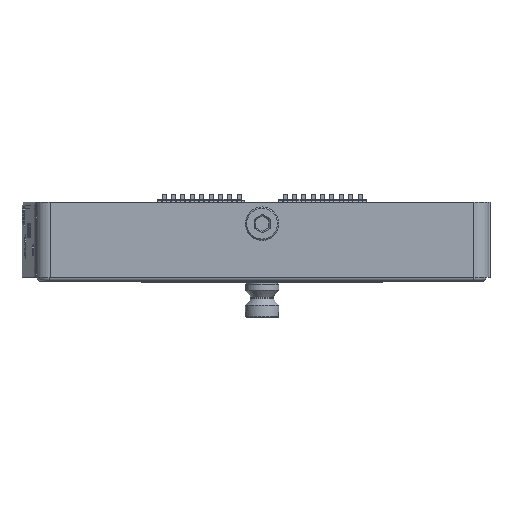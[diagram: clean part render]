
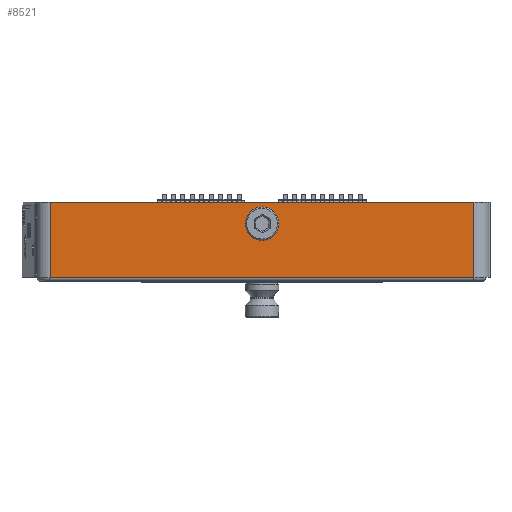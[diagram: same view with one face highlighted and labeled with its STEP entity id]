
A CAD part, left-side view. The second image highlights one B-rep face of the part: STEP entity #8521.
In plain terms, the highlighted planar face has unit normal (-1, 0, 0).
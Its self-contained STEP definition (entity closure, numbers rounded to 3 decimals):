
#2050 = ORIENTED_EDGE ( 'NONE', *, *, #24748, .T. ) ;
#3313 = EDGE_CURVE ( 'NONE', #42354, #18605, #33441, .T. ) ;
#7688 = CARTESIAN_POINT ( 'NONE',  ( -86., 44., 1.75 ) ) ;
#8521 = ADVANCED_FACE ( 'NONE', ( #23827, #14641 ), #38126, .T. ) ;
#8629 = EDGE_CURVE ( 'NONE', #39835, #39835, #33890, .T. ) ;
#8876 = CARTESIAN_POINT ( 'NONE',  ( -86., 4.5, 5.75 ) ) ;
#10916 = LINE ( 'NONE', #20626, #38869 ) ;
#11194 = DIRECTION ( 'NONE',  ( 0., 0., 1. ) ) ;
#11204 = DIRECTION ( 'NONE',  ( 0., 1., 0. ) ) ;
#11569 = VECTOR ( 'NONE', #29247, 1000. ) ;
#12101 = ORIENTED_EDGE ( 'NONE', *, *, #30143, .T. ) ;
#12610 = AXIS2_PLACEMENT_3D ( 'NONE', #7688, #32076, #11204 ) ;
#14271 = EDGE_CURVE ( 'NONE', #18605, #19705, #44383, .T. ) ;
#14641 = FACE_OUTER_BOUND ( 'NONE', #15049, .T. ) ;
#14828 = ORIENTED_EDGE ( 'NONE', *, *, #8629, .T. ) ;
#15049 = EDGE_LOOP ( 'NONE', ( #12101, #20891, #21156, #2050 ) ) ;
#17531 = CARTESIAN_POINT ( 'NONE',  ( -86., 4.5, -8.25 ) ) ;
#18605 = VERTEX_POINT ( 'NONE', #32002 ) ;
#18842 = LINE ( 'NONE', #36002, #11569 ) ;
#19705 = VERTEX_POINT ( 'NONE', #8876 ) ;
#20626 = CARTESIAN_POINT ( 'NONE',  ( -86., 4.5, -8.25 ) ) ;
#20891 = ORIENTED_EDGE ( 'NONE', *, *, #14271, .F. ) ;
#21025 = DIRECTION ( 'NONE',  ( 0., 0., 1. ) ) ;
#21156 = ORIENTED_EDGE ( 'NONE', *, *, #3313, .F. ) ;
#22186 = CARTESIAN_POINT ( 'NONE',  ( -86., 83.5, -8.25 ) ) ;
#22939 = CARTESIAN_POINT ( 'NONE',  ( -86., 4.5, -8.25 ) ) ;
#23827 = FACE_BOUND ( 'NONE', #42569, .T. ) ;
#24748 = EDGE_CURVE ( 'NONE', #42354, #34986, #18842, .T. ) ;
#25498 = VECTOR ( 'NONE', #38852, 1000. ) ;
#29247 = DIRECTION ( 'NONE',  ( 0., -1., 0. ) ) ;
#30143 = EDGE_CURVE ( 'NONE', #34986, #19705, #10916, .T. ) ;
#31068 = CARTESIAN_POINT ( 'NONE',  ( -86., 47.125, 1.75 ) ) ;
#32002 = CARTESIAN_POINT ( 'NONE',  ( -86., 83.5, 5.75 ) ) ;
#32075 = CARTESIAN_POINT ( 'NONE',  ( -86., 4.5, 5.75 ) ) ;
#32076 = DIRECTION ( 'NONE',  ( 1., 0., 0. ) ) ;
#33441 = LINE ( 'NONE', #35519, #36244 ) ;
#33890 = CIRCLE ( 'NONE', #12610, 3.125 ) ;
#34986 = VERTEX_POINT ( 'NONE', #22939 ) ;
#35519 = CARTESIAN_POINT ( 'NONE',  ( -86., 83.5, -8.25 ) ) ;
#36002 = CARTESIAN_POINT ( 'NONE',  ( -86., 4.5, -8.25 ) ) ;
#36244 = VECTOR ( 'NONE', #11194, 1000. ) ;
#38126 = PLANE ( 'NONE',  #39089 ) ;
#38852 = DIRECTION ( 'NONE',  ( 0., -1., 0. ) ) ;
#38869 = VECTOR ( 'NONE', #44678, 1000. ) ;
#39089 = AXIS2_PLACEMENT_3D ( 'NONE', #17531, #41700, #21025 ) ;
#39835 = VERTEX_POINT ( 'NONE', #31068 ) ;
#41700 = DIRECTION ( 'NONE',  ( -1., 0., 0. ) ) ;
#42354 = VERTEX_POINT ( 'NONE', #22186 ) ;
#42569 = EDGE_LOOP ( 'NONE', ( #14828 ) ) ;
#44383 = LINE ( 'NONE', #32075, #25498 ) ;
#44678 = DIRECTION ( 'NONE',  ( 0., 0., 1. ) ) ;
